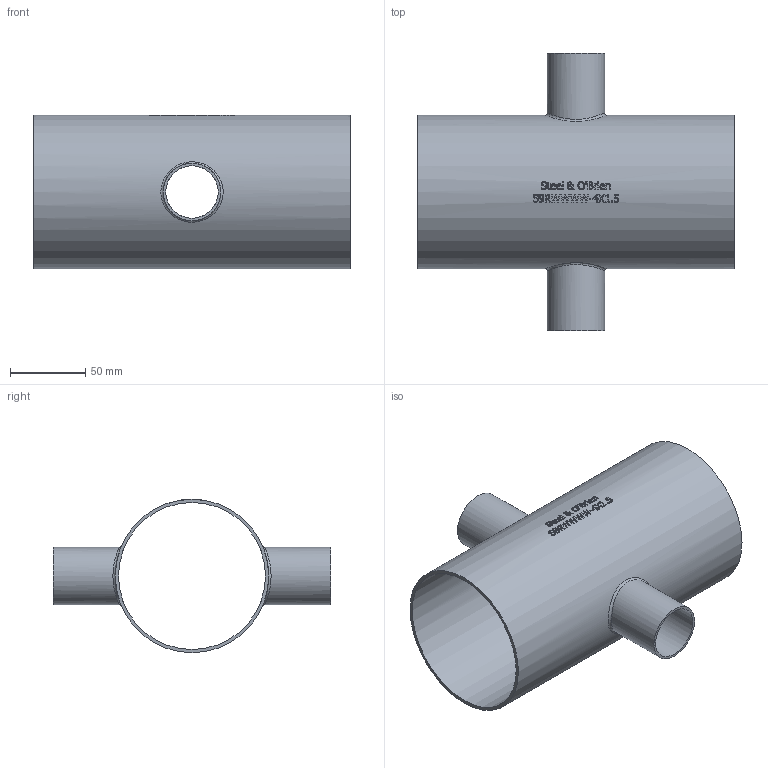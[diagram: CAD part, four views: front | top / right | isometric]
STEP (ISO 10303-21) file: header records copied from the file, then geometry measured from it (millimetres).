
FILE_DESCRIPTION(/* description */ (''),/* implementation_level */ '2;1');
FILE_NAME(/* name */ 'S9RWWWW-4X15.stp',/* time_stamp */ '2018-11-30T10:58:55-05:00',/* author */ ('rick'),/* organization */ (''),/* preprocessor_version */ 'ST-DEVELOPER v15.2',/* originating_system */ 'Autodesk Inventor 2014',/* authorisation */ '');
FILE_SCHEMA (('AUTOMOTIVE_DESIGN { 1 0 10303 214 3 1 1 }'));
Length unit declared in the file: inch
Products named in the file (1): S9RWWWW-4X15
Bounding box: 209.55 x 184.15 x 101.6 mm (x, y, z)
Volume: 150099.3 mm3; surface area: 148572 mm2
Topology: 1 solids, 1 shells, 425 faces, 1154 edges, 770 vertices
Faces by surface type: plane 204, bspline 177, cylinder 44
Full cylindrical faces by diameter (mm): 34.798 x2, 38.1 x2, 97.384 x1, 101.6 x1
Entity records: 16929 total; most frequent: CARTESIAN_POINT 7186, ORIENTED_EDGE 2282, DIRECTION 1513, EDGE_CURVE 1141, VERTEX_POINT 764, LINE 555, VECTOR 555, AXIS2_PLACEMENT_3D 479
